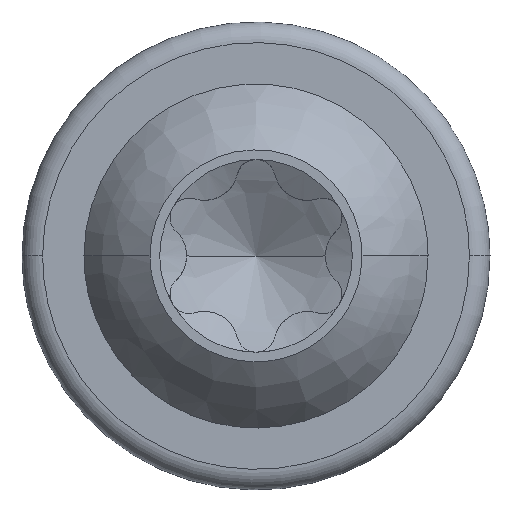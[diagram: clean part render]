
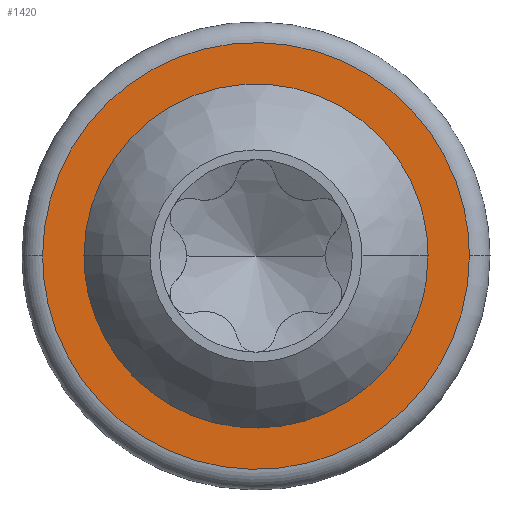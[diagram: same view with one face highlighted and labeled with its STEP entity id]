
A CAD part, top view. The second image highlights one B-rep face of the part: STEP entity #1420.
In plain terms, the highlighted planar face has unit normal (0, 0, 1).
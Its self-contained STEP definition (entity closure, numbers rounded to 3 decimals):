
#1410=AXIS2_PLACEMENT_3D('Plane Axis2P3D',#1407,#1408,#1409) ;
#649=CARTESIAN_POINT('Control Point',(13.,6.8,9.2)) ;
#650=CARTESIAN_POINT('Control Point',(13.,6.092,9.2)) ;
#651=CARTESIAN_POINT('Control Point',(12.899,5.383,9.2)) ;
#652=CARTESIAN_POINT('Control Point',(12.697,4.694,9.2)) ;
#653=CARTESIAN_POINT('Control Point',(11.952,3.068,9.2)) ;
#654=CARTESIAN_POINT('Control Point',(10.676,1.784,9.2)) ;
#655=CARTESIAN_POINT('Control Point',(9.753,1.191,9.2)) ;
#656=CARTESIAN_POINT('Control Point',(7.715,0.438,9.2)) ;
#657=CARTESIAN_POINT('Control Point',(5.547,0.586,9.2)) ;
#658=CARTESIAN_POINT('Control Point',(4.495,0.895,9.2)) ;
#659=CARTESIAN_POINT('Control Point',(2.591,1.942,9.2)) ;
#660=CARTESIAN_POINT('Control Point',(1.283,3.678,9.2)) ;
#661=CARTESIAN_POINT('Control Point',(0.828,4.675,9.2)) ;
#662=CARTESIAN_POINT('Control Point',(0.6,5.738,9.2)) ;
#663=CARTESIAN_POINT('Control Point',(0.6,6.8,9.2)) ;
#664=CARTESIAN_POINT('Vertex',(13.,6.8,9.2)) ;
#666=CARTESIAN_POINT('Vertex',(0.6,6.8,9.2)) ;
#692=CARTESIAN_POINT('Control Point',(0.6,6.8,9.2)) ;
#693=CARTESIAN_POINT('Control Point',(0.6,7.508,9.2)) ;
#694=CARTESIAN_POINT('Control Point',(0.701,8.217,9.2)) ;
#695=CARTESIAN_POINT('Control Point',(0.903,8.906,9.2)) ;
#696=CARTESIAN_POINT('Control Point',(1.648,10.532,9.2)) ;
#697=CARTESIAN_POINT('Control Point',(2.924,11.816,9.2)) ;
#698=CARTESIAN_POINT('Control Point',(3.847,12.409,9.2)) ;
#699=CARTESIAN_POINT('Control Point',(5.885,13.162,9.2)) ;
#700=CARTESIAN_POINT('Control Point',(8.053,13.014,9.2)) ;
#701=CARTESIAN_POINT('Control Point',(9.105,12.705,9.2)) ;
#702=CARTESIAN_POINT('Control Point',(11.009,11.658,9.2)) ;
#703=CARTESIAN_POINT('Control Point',(12.317,9.922,9.2)) ;
#704=CARTESIAN_POINT('Control Point',(12.772,8.925,9.2)) ;
#705=CARTESIAN_POINT('Control Point',(13.,7.862,9.2)) ;
#706=CARTESIAN_POINT('Control Point',(13.,6.8,9.2)) ;
#767=CARTESIAN_POINT('Vertex',(1.8,6.8,9.2)) ;
#771=CARTESIAN_POINT('Control Point',(11.8,6.8,9.2)) ;
#772=CARTESIAN_POINT('Control Point',(11.8,6.537,9.2)) ;
#773=CARTESIAN_POINT('Control Point',(11.783,6.257,9.2)) ;
#774=CARTESIAN_POINT('Control Point',(11.744,5.966,9.2)) ;
#775=CARTESIAN_POINT('Control Point',(11.617,5.38,9.2)) ;
#776=CARTESIAN_POINT('Control Point',(11.413,4.84,9.2)) ;
#777=CARTESIAN_POINT('Control Point',(11.294,4.582,9.2)) ;
#778=CARTESIAN_POINT('Control Point',(11.024,4.088,9.2)) ;
#779=CARTESIAN_POINT('Control Point',(10.682,3.63,9.2)) ;
#780=CARTESIAN_POINT('Control Point',(10.494,3.412,9.2)) ;
#781=CARTESIAN_POINT('Control Point',(9.884,2.802,9.2)) ;
#782=CARTESIAN_POINT('Control Point',(9.157,2.334,9.2)) ;
#783=CARTESIAN_POINT('Control Point',(8.631,2.094,9.2)) ;
#784=CARTESIAN_POINT('Control Point',(7.246,1.689,9.2)) ;
#785=CARTESIAN_POINT('Control Point',(5.789,1.789,9.2)) ;
#786=CARTESIAN_POINT('Control Point',(4.942,2.037,9.2)) ;
#787=CARTESIAN_POINT('Control Point',(3.917,2.601,9.2)) ;
#788=CARTESIAN_POINT('Control Point',(3.107,3.411,9.2)) ;
#789=CARTESIAN_POINT('Control Point',(2.919,3.628,9.2)) ;
#790=CARTESIAN_POINT('Control Point',(2.405,4.316,9.2)) ;
#791=CARTESIAN_POINT('Control Point',(2.046,5.099,9.2)) ;
#792=CARTESIAN_POINT('Control Point',(1.88,5.659,9.2)) ;
#793=CARTESIAN_POINT('Control Point',(1.8,6.235,9.2)) ;
#794=CARTESIAN_POINT('Control Point',(1.8,6.8,9.2)) ;
#795=CARTESIAN_POINT('Vertex',(11.8,6.8,9.2)) ;
#829=CARTESIAN_POINT('Control Point',(1.8,6.8,9.2)) ;
#830=CARTESIAN_POINT('Control Point',(1.8,7.365,9.2)) ;
#831=CARTESIAN_POINT('Control Point',(1.88,7.941,9.2)) ;
#832=CARTESIAN_POINT('Control Point',(2.046,8.501,9.2)) ;
#833=CARTESIAN_POINT('Control Point',(2.644,9.807,9.2)) ;
#834=CARTESIAN_POINT('Control Point',(3.675,10.848,9.2)) ;
#835=CARTESIAN_POINT('Control Point',(4.418,11.324,9.2)) ;
#836=CARTESIAN_POINT('Control Point',(6.062,11.931,9.2)) ;
#837=CARTESIAN_POINT('Control Point',(7.811,11.811,9.2)) ;
#838=CARTESIAN_POINT('Control Point',(8.658,11.561,9.2)) ;
#839=CARTESIAN_POINT('Control Point',(9.681,11.001,9.2)) ;
#840=CARTESIAN_POINT('Control Point',(10.494,10.188,9.2)) ;
#841=CARTESIAN_POINT('Control Point',(10.682,9.97,9.2)) ;
#842=CARTESIAN_POINT('Control Point',(11.024,9.512,9.2)) ;
#843=CARTESIAN_POINT('Control Point',(11.294,9.018,9.2)) ;
#844=CARTESIAN_POINT('Control Point',(11.413,8.76,9.2)) ;
#845=CARTESIAN_POINT('Control Point',(11.617,8.22,9.2)) ;
#846=CARTESIAN_POINT('Control Point',(11.744,7.634,9.2)) ;
#847=CARTESIAN_POINT('Control Point',(11.783,7.343,9.2)) ;
#848=CARTESIAN_POINT('Control Point',(11.8,7.063,9.2)) ;
#849=CARTESIAN_POINT('Control Point',(11.8,6.8,9.2)) ;
#1407=CARTESIAN_POINT('Axis2P3D Location',(6.8,6.8,9.2)) ;
#1408=DIRECTION('Axis2P3D Direction',(0.,0.,-1.)) ;
#1409=DIRECTION('Axis2P3D XDirection',(-1.,0.,0.)) ;
#1413=ORIENTED_EDGE('',*,*,#707,.F.) ;
#1414=ORIENTED_EDGE('',*,*,#668,.F.) ;
#1417=ORIENTED_EDGE('',*,*,#850,.T.) ;
#1418=ORIENTED_EDGE('',*,*,#797,.T.) ;
#1419=FACE_BOUND('',#1416,.T.) ;
#1420=ADVANCED_FACE('Geometry.1',(#1415,#1419),#1411,.F.) ;
#648=B_SPLINE_CURVE_WITH_KNOTS('',5,(#649,#650,#651,#652,#653,#654,#655,#656,#657,#658,#659,#660,#661,#662,#663),.UNSPECIFIED.,.F.,.U.,(6,3,3,3,6),(0.,0.182,0.455,0.727,1.),.UNSPECIFIED.) ;
#691=B_SPLINE_CURVE_WITH_KNOTS('',5,(#692,#693,#694,#695,#696,#697,#698,#699,#700,#701,#702,#703,#704,#705,#706),.UNSPECIFIED.,.F.,.U.,(6,3,3,3,6),(0.,0.182,0.455,0.727,1.),.UNSPECIFIED.) ;
#770=B_SPLINE_CURVE_WITH_KNOTS('',5,(#771,#772,#773,#774,#775,#776,#777,#778,#779,#780,#781,#782,#783,#784,#785,#786,#787,#788,#789,#790,#791,#792,#793,#794),.UNSPECIFIED.,.F.,.U.,(6,3,3,3,3,3,3,6),(0.,0.091,0.182,0.273,0.455,0.727,0.818,1.),.UNSPECIFIED.) ;
#828=B_SPLINE_CURVE_WITH_KNOTS('',5,(#829,#830,#831,#832,#833,#834,#835,#836,#837,#838,#839,#840,#841,#842,#843,#844,#845,#846,#847,#848,#849),.UNSPECIFIED.,.F.,.U.,(6,3,3,3,3,3,6),(0.,0.182,0.455,0.727,0.818,0.909,1.),.UNSPECIFIED.) ;
#668=EDGE_CURVE('',#665,#667,#648,.T.) ;
#707=EDGE_CURVE('',#667,#665,#691,.T.) ;
#797=EDGE_CURVE('',#796,#768,#770,.T.) ;
#850=EDGE_CURVE('',#768,#796,#828,.T.) ;
#1412=EDGE_LOOP('',(#1413,#1414)) ;
#1416=EDGE_LOOP('',(#1417,#1418)) ;
#1415=FACE_OUTER_BOUND('',#1412,.T.) ;
#1411=PLANE('',#1410) ;
#665=VERTEX_POINT('',#664) ;
#667=VERTEX_POINT('',#666) ;
#768=VERTEX_POINT('',#767) ;
#796=VERTEX_POINT('',#795) ;
